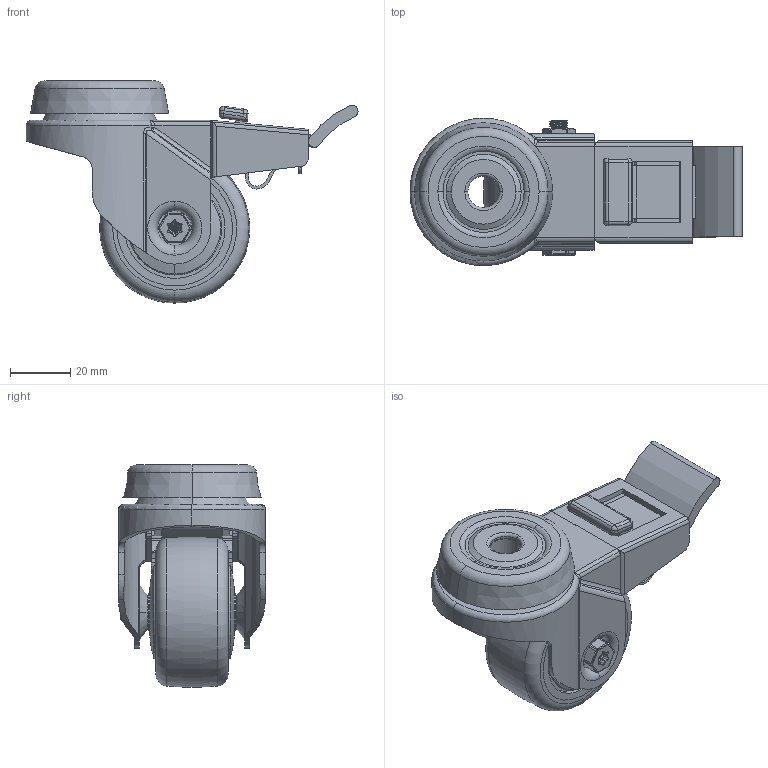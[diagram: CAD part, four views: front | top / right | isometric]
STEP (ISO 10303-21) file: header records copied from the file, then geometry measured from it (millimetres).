
FILE_DESCRIPTION(('STEP AP203'),'1');
FILE_NAME('BZRA50GRBJBH10SWB.STEP','2023-05-25T11:32:23',(' '),(' '),'Spatial InterOp 3D',' ',' ');
FILE_SCHEMA(('CONFIG_CONTROL_DESIGN'));
Length unit declared in the file: metre
Products named in the file (22): BZRA50ASBH10SWB; ZINC PLATED PRESSED STEEL FORKS; ZINC PLATED PRESSED STEEL HEAD; ZINC PLATED PRESSED STEEL BRAKE; NYLON BRAKE PEDAL; BRAKE PAD; BZRA50GRBJBH10SWB; BZL50WGRBJM6; POLYPROPYLENE RIM; THERMOPLASTIC RUBBER TYRE; CAP; BEARING608RS; OUTTER; INNER; BALL BEARINGS; Component2; MIDDLE; RUBBER; BOLTBZRA6MM; ZINC PLATED AXLE BOLT; NM6GR8HALFGR8; ZINC PLATED LOCKING NUT
Assembly tree (27 placements, depth 5):
  BZRA50GRBJBH10SWB
    BZRA50ASBH10SWB
      ZINC PLATED PRESSED STEEL FORKS
      ZINC PLATED PRESSED STEEL HEAD
      ZINC PLATED PRESSED STEEL BRAKE
      NYLON BRAKE PEDAL
      BRAKE PAD
    BZL50WGRBJM6
      POLYPROPYLENE RIM
      THERMOPLASTIC RUBBER TYRE
      CAP  x2
      BEARING608RS
        OUTTER
        INNER
        BALL BEARINGS
          Component2  x6
        MIDDLE
        RUBBER
    BOLTBZRA6MM
      ZINC PLATED AXLE BOLT
    NM6GR8HALFGR8
      ZINC PLATED LOCKING NUT
Bounding box: 110.5 x 48.99 x 73.96 mm (x, y, z)
Volume: 68295.8 mm3; surface area: 59129.1 mm2
Topology: 22 solids, 22 shells, 793 faces, 2029 edges, 1283 vertices
Faces by surface type: cylinder 366, plane 179, torus 104, sphere 58, cone 44, bspline 42
Entity records: 47957 total; most frequent: CARTESIAN_POINT 28178, DIRECTION 4106, ORIENTED_EDGE 3874, EDGE_CURVE 1937, AXIS2_PLACEMENT_3D 1738, VERTEX_POINT 1245, CIRCLE 939, EDGE_LOOP 834
